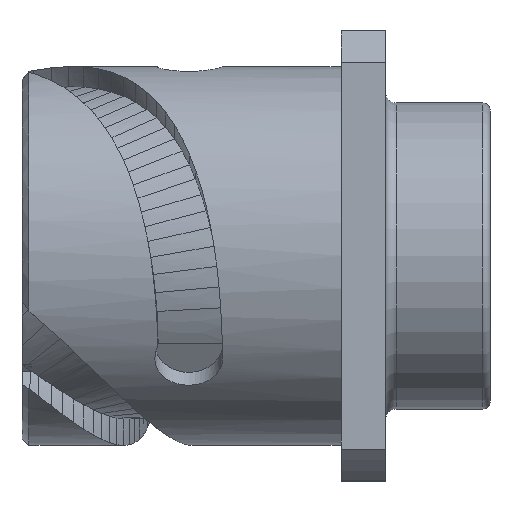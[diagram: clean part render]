
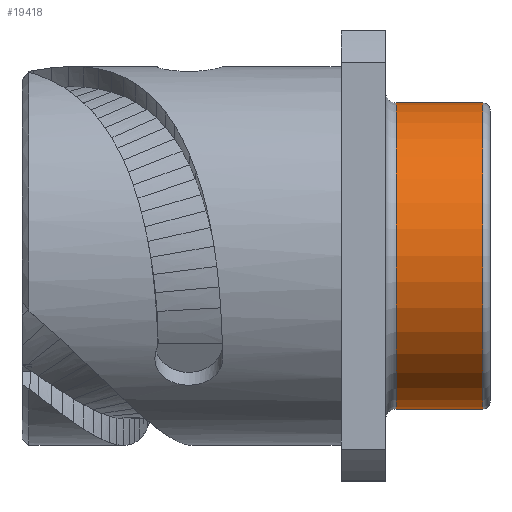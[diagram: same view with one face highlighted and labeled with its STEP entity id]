
A CAD part, top view. The second image highlights one B-rep face of the part: STEP entity #19418.
In plain terms, the highlighted cylindrical face has radius 11.06 mm (diameter 22.12 mm), a partial arc.
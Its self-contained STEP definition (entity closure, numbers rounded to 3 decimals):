
#4904=CARTESIAN_POINT('',(33.3,0.,0.));
#4905=DIRECTION('',(-1.,0.,0.));
#4906=DIRECTION('',(0.,-1.,0.));
#4907=AXIS2_PLACEMENT_3D('',#4904,#4905,#4906);
#4909=CARTESIAN_POINT('',(27.04,0.,0.));
#4910=DIRECTION('',(1.,0.,0.));
#4911=DIRECTION('',(0.,1.,0.));
#4912=AXIS2_PLACEMENT_3D('',#4909,#4910,#4911);
#4929=DIRECTION('',(-1.,0.,0.));
#4930=VECTOR('',#4929,6.26);
#4931=CARTESIAN_POINT('',(33.3,11.06,0.));
#4932=LINE('1504',#4931,#4930);
#4938=DIRECTION('',(-1.,0.,0.));
#4939=VECTOR('',#4938,6.26);
#4940=CARTESIAN_POINT('',(33.3,-11.06,0.));
#4941=LINE('1505',#4940,#4939);
#8346=CARTESIAN_POINT('',(27.04,-11.06,0.));
#8347=CARTESIAN_POINT('',(27.04,11.06,0.));
#8348=VERTEX_POINT('',#8346);
#8349=VERTEX_POINT('',#8347);
#8350=CARTESIAN_POINT('',(33.3,11.06,0.));
#8351=CARTESIAN_POINT('',(33.3,-11.06,0.));
#8352=VERTEX_POINT('',#8350);
#8353=VERTEX_POINT('',#8351);
#19404=CARTESIAN_POINT('',(-1.691,0.,0.));
#19405=DIRECTION('',(1.,0.,0.));
#19406=DIRECTION('',(0.,-1.,0.));
#19407=AXIS2_PLACEMENT_3D('',#19404,#19405,#19406);
#19408=CYLINDRICAL_SURFACE('247',#19407,11.06);
#19410=ORIENTED_EDGE('1502',*,*,#19409,.F.);
#19412=ORIENTED_EDGE('1505',*,*,#19411,.T.);
#19413=ORIENTED_EDGE('1497',*,*,#19391,.F.);
#19415=ORIENTED_EDGE('1504',*,*,#19414,.F.);
#19416=EDGE_LOOP('247',(#19410,#19412,#19413,#19415));
#19417=FACE_OUTER_BOUND('247',#19416,.F.);
#4908=CIRCLE('1502',#4907,11.06);
#4913=CIRCLE('1497',#4912,11.06);
#19391=EDGE_CURVE('1497',#8349,#8348,#4913,.T.);
#19409=EDGE_CURVE('1502',#8353,#8352,#4908,.T.);
#19411=EDGE_CURVE('1505',#8353,#8348,#4941,.T.);
#19414=EDGE_CURVE('1504',#8352,#8349,#4932,.T.);
#19418=ADVANCED_FACE('247',(#19417),#19408,.T.);
